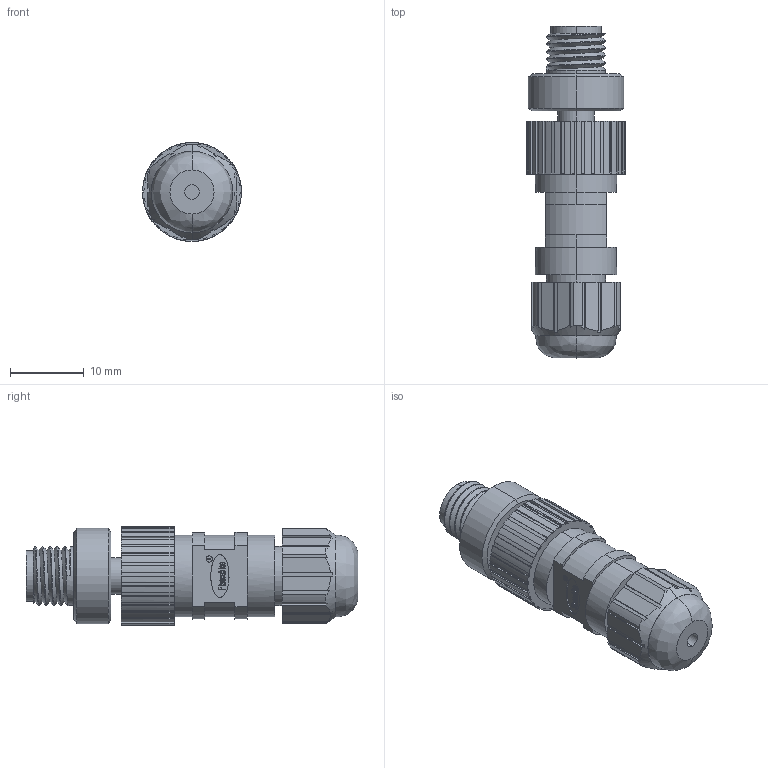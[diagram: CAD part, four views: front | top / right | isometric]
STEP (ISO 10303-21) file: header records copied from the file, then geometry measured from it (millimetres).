
FILE_DESCRIPTION (( 'STEP AP203' ), '1' );
FILE_NAME ('P38.STEP', '2020-03-30T07:51:27', ( 'edpusr' ), ( 'Microsoft' ), 'SwSTEP 2.0', 'SolidWorks 2015', '' );
FILE_SCHEMA (( 'CONFIG_CONTROL_DESIGN' ));
Products named in the file (1): P38
Bounding box: 13.42 x 45 x 13.42 mm (x, y, z)
Volume: 4172.1 mm3; surface area: 2542.8 mm2
Topology: 1 solids, 1 shells, 760 faces, 2108 edges, 1401 vertices
Faces by surface type: plane 432, bspline 237, cylinder 85, cone 6
Entity records: 35910 total; most frequent: CARTESIAN_POINT 17966, ORIENTED_EDGE 4216, DIRECTION 2839, EDGE_CURVE 2108, VERTEX_POINT 1401, LINE 1335, VECTOR 1335, EDGE_LOOP 811
